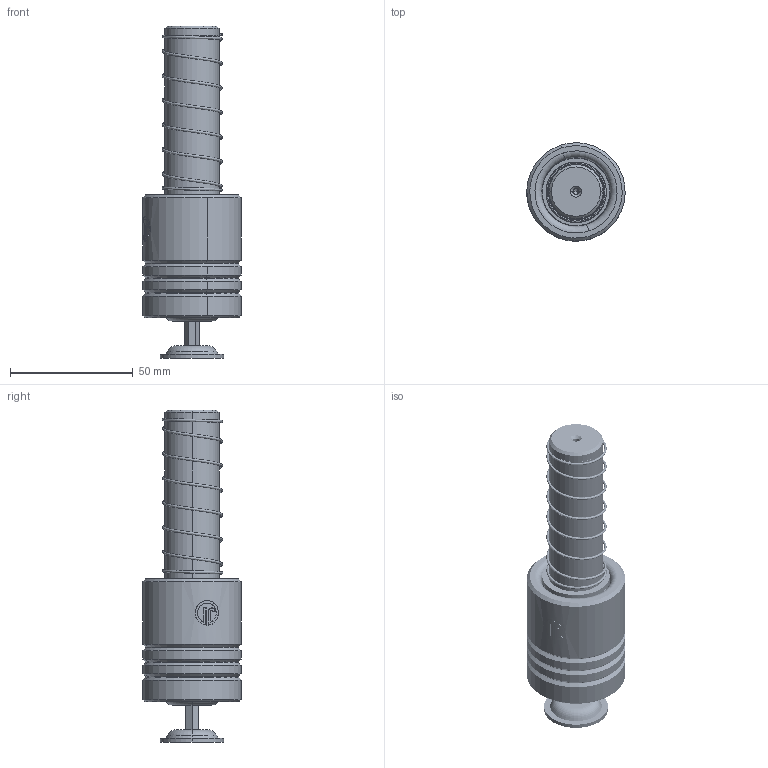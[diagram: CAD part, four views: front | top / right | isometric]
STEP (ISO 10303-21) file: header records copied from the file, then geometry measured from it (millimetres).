
FILE_DESCRIPTION (( 'STEP AP214' ), '1' );
FILE_NAME ('LMSH LMJH-D22-L120(BL-50).STEP', '2021-08-12T07:48:50', ( '' ), ( '' ), 'SwSTEP 2.0', 'SolidWorks 2016', '' );
FILE_SCHEMA (( 'AUTOMOTIVE_DESIGN' ));
Length unit declared in the file: millimetre
Products named in the file (263): BALL-D3; BSH-27.5-22.5-L50; HWP-D24.5-d22.5-L60; GTM-26; GTM-M10蹟簽; GTM-26郪蚾; DSPM-D22-L120; BSH-D27.5-22.5-L50郪蚾; LMSH LMJH-D22-L120(BL-50); GTM-3-縐种; TBB-D40-d28-L50
Assembly tree (256 placements, depth 3):
  BALL-D3
  BALL-D3
  BALL-D3
  BALL-D3
  BALL-D3
Bounding box: 39.98 x 39.98 x 135 mm (x, y, z)
Volume: 85343 mm3; surface area: 46567.5 mm2
Topology: 249 solids, 249 shells, 1137 faces, 4823 edges, 3203 vertices
Faces by surface type: sphere 968, cylinder 50, plane 42, cone 34, torus 22, bspline 21
Entity records: 51048 total; most frequent: CARTESIAN_POINT 29383, ORIENTED_EDGE 3804, DIRECTION 3247, EDGE_CURVE 1902, AXIS2_PLACEMENT_3D 1541, VERTEX_POINT 1247, EDGE_LOOP 1131, B_SPLINE_CURVE_WITH_KNOTS 1068
